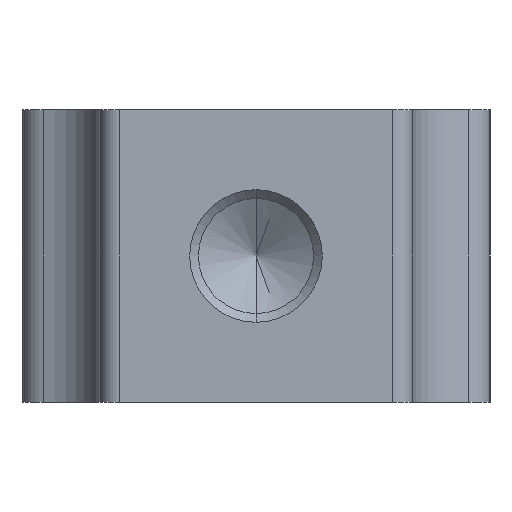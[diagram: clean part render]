
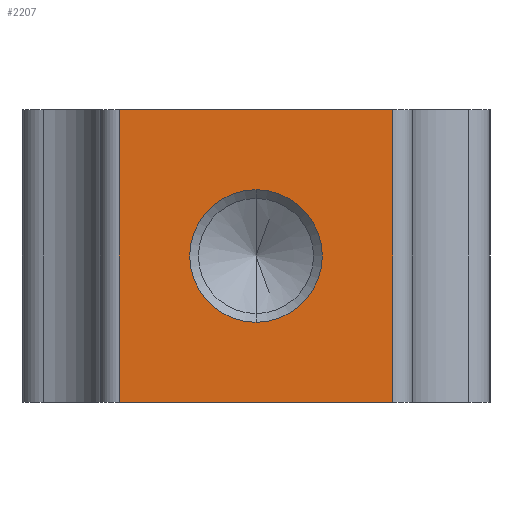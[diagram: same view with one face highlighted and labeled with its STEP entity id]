
A CAD part, left-side view. The second image highlights one B-rep face of the part: STEP entity #2207.
In plain terms, the highlighted planar face has unit normal (-1, 0, 0).
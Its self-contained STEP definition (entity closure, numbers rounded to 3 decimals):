
#26 = VECTOR ( 'NONE', #6530, 1000. ) ;
#57 = EDGE_CURVE ( 'NONE', #1756, #6574, #1970, .T. ) ;
#71 = ORIENTED_EDGE ( 'NONE', *, *, #57, .F. ) ;
#338 = CARTESIAN_POINT ( 'NONE',  ( -68., 0., 0. ) ) ;
#378 = VECTOR ( 'NONE', #1426, 1000. ) ;
#492 = CARTESIAN_POINT ( 'NONE',  ( -68., -14., -15. ) ) ;
#634 = VERTEX_POINT ( 'NONE', #5430 ) ;
#800 = VERTEX_POINT ( 'NONE', #492 ) ;
#1072 = DIRECTION ( 'NONE',  ( 0., 0., -1. ) ) ;
#1075 = CARTESIAN_POINT ( 'NONE',  ( -68., 0., 0. ) ) ;
#1130 = EDGE_CURVE ( 'NONE', #6266, #7101, #3905, .T. ) ;
#1279 = EDGE_CURVE ( 'NONE', #7101, #6266, #4136, .T. ) ;
#1377 = CARTESIAN_POINT ( 'NONE',  ( -68., 14., 15. ) ) ;
#1426 = DIRECTION ( 'NONE',  ( 0., -1., 0. ) ) ;
#1636 = PLANE ( 'NONE',  #6488 ) ;
#1649 = CARTESIAN_POINT ( 'NONE',  ( -68., 14., 15. ) ) ;
#1756 = VERTEX_POINT ( 'NONE', #1649 ) ;
#1970 = LINE ( 'NONE', #4247, #26 ) ;
#2162 = ORIENTED_EDGE ( 'NONE', *, *, #4970, .T. ) ;
#2207 = ADVANCED_FACE ( 'NONE', ( #4483, #6761 ), #1636, .F. ) ;
#2614 = DIRECTION ( 'NONE',  ( -1., 0., 0. ) ) ;
#2684 = LINE ( 'NONE', #4974, #4675 ) ;
#2750 = CARTESIAN_POINT ( 'NONE',  ( -68., 0., 6.8 ) ) ;
#2950 = CARTESIAN_POINT ( 'NONE',  ( -68., 0., -6.8 ) ) ;
#3273 = EDGE_LOOP ( 'NONE', ( #7053, #3608 ) ) ;
#3320 = ORIENTED_EDGE ( 'NONE', *, *, #5263, .T. ) ;
#3345 = DIRECTION ( 'NONE',  ( -1., 0., 0. ) ) ;
#3608 = ORIENTED_EDGE ( 'NONE', *, *, #1279, .F. ) ;
#3653 = DIRECTION ( 'NONE',  ( 0., 0., -1. ) ) ;
#3905 = CIRCLE ( 'NONE', #5456, 6.8 ) ;
#3913 = CARTESIAN_POINT ( 'NONE',  ( -68., 24., 15. ) ) ;
#3997 = ORIENTED_EDGE ( 'NONE', *, *, #4444, .T. ) ;
#4136 = CIRCLE ( 'NONE', #5694, 6.8 ) ;
#4247 = CARTESIAN_POINT ( 'NONE',  ( -68., 24., 15. ) ) ;
#4273 = LINE ( 'NONE', #6553, #378 ) ;
#4444 = EDGE_CURVE ( 'NONE', #1756, #634, #6508, .T. ) ;
#4483 = FACE_BOUND ( 'NONE', #3273, .T. ) ;
#4675 = VECTOR ( 'NONE', #7244, 1000. ) ;
#4901 = DIRECTION ( 'NONE',  ( 0., 0., 1. ) ) ;
#4970 = EDGE_CURVE ( 'NONE', #800, #6574, #2684, .T. ) ;
#4974 = CARTESIAN_POINT ( 'NONE',  ( -68., -14., 15. ) ) ;
#5176 = EDGE_LOOP ( 'NONE', ( #3320, #2162, #71, #3997 ) ) ;
#5263 = EDGE_CURVE ( 'NONE', #634, #800, #4273, .T. ) ;
#5402 = VECTOR ( 'NONE', #3653, 1000. ) ;
#5430 = CARTESIAN_POINT ( 'NONE',  ( -68., 14., -15. ) ) ;
#5456 = AXIS2_PLACEMENT_3D ( 'NONE', #338, #2614, #4901 ) ;
#5642 = DIRECTION ( 'NONE',  ( 0., 0., 1. ) ) ;
#5694 = AXIS2_PLACEMENT_3D ( 'NONE', #1075, #3345, #5642 ) ;
#6197 = DIRECTION ( 'NONE',  ( 1., 0., 0. ) ) ;
#6266 = VERTEX_POINT ( 'NONE', #2750 ) ;
#6331 = CARTESIAN_POINT ( 'NONE',  ( -68., -14., 15. ) ) ;
#6488 = AXIS2_PLACEMENT_3D ( 'NONE', #3913, #6197, #1072 ) ;
#6508 = LINE ( 'NONE', #1377, #5402 ) ;
#6530 = DIRECTION ( 'NONE',  ( 0., -1., 0. ) ) ;
#6553 = CARTESIAN_POINT ( 'NONE',  ( -68., 24., -15. ) ) ;
#6574 = VERTEX_POINT ( 'NONE', #6331 ) ;
#6761 = FACE_OUTER_BOUND ( 'NONE', #5176, .T. ) ;
#7053 = ORIENTED_EDGE ( 'NONE', *, *, #1130, .F. ) ;
#7101 = VERTEX_POINT ( 'NONE', #2950 ) ;
#7244 = DIRECTION ( 'NONE',  ( 0., 0., 1. ) ) ;
